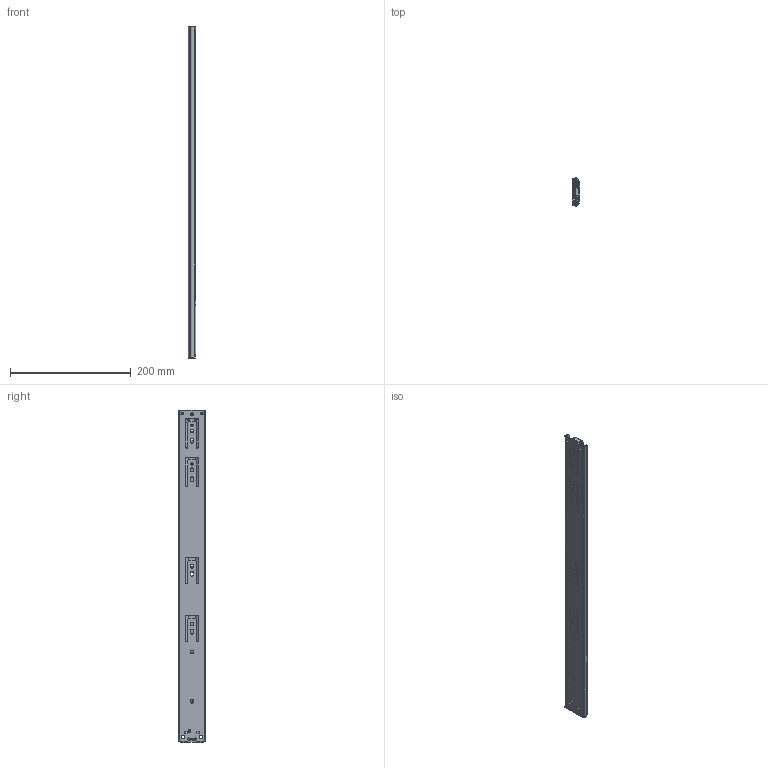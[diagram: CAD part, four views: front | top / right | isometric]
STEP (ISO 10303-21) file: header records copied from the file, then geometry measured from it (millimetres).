
FILE_DESCRIPTION (( 'STEP AP214' ), '1' );
FILE_NAME ('FR_5001_CNS.0550mm_22inch_ECD_closed.STEP', '2022-10-28T06:28:43', ( '' ), ( '' ), 'SwSTEP 2.0', 'SolidWorks 2020', '' );
FILE_SCHEMA (( 'AUTOMOTIVE_DESIGN' ));
Length unit declared in the file: millimetre
Products named in the file (17): FR5001 ECD; FR5001 ECD CATCH; 5001 ECD_5001 ECD Closed; 5001.XXX-01.T049_NL  550; FR5001 ECD SLIDER; FR_5001_CNS.0550mm_22inch_ECD_closed; 5001.XXX-03.T049_NL  550; 5001 MIDDLE STOP NEW; 5001 Damper Base; 5001.XXX-02.T049_NL  550; FR5001 TRIGGER; 5000 RIVET; 5001 Damper Rod; 5001 Damper_Damper Retracted; 5001.XXX-01.T049_NL  550 eingefahren
Assembly tree (17 placements, depth 5):
  FR_5001_CNS.0550mm_22inch_ECD_closed
    5001.XXX-01.T049_NL  550 eingefahren
      5001.XXX-01.T049_NL  550
      5001 ECD_5001 ECD Closed
        FR5001 ECD
        FR5001 ECD SLIDER
        5001 Damper_Damper Retracted
          5001 Damper Base
          5001 Damper Rod
    5001.XXX-03.T049_NL  550
      5001.XXX-03.T049_NL  550
      FR5001 TRIGGER
      5000 RIVET  x2
      FR5001 ECD CATCH
    5001.XXX-02.T049_NL  550
      5001.XXX-02.T049_NL  550
      5001 MIDDLE STOP NEW
Bounding box: 12.7 x 45.7 x 550.5 mm (x, y, z)
Volume: 112137.8 mm3; surface area: 171380.6 mm2
Topology: 12 solids, 12 shells, 1071 faces, 2808 edges, 1763 vertices
Faces by surface type: plane 606, cylinder 421, bspline 38, torus 4, cone 2
Entity records: 34634 total; most frequent: CARTESIAN_POINT 7430, DIRECTION 5601, ORIENTED_EDGE 5586, EDGE_CURVE 2793, AXIS2_PLACEMENT_3D 1887, LINE 1827, VECTOR 1827, VERTEX_POINT 1756
